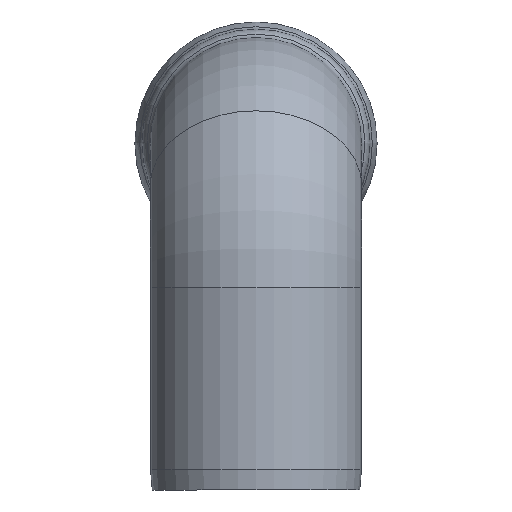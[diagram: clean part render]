
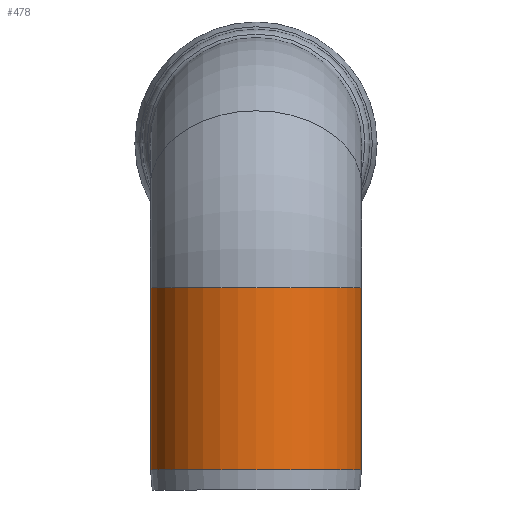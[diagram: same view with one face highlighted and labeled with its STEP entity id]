
A CAD part, left-side view. The second image highlights one B-rep face of the part: STEP entity #478.
In plain terms, the highlighted cylindrical face has radius 365 mm (diameter 730 mm), a full revolution.
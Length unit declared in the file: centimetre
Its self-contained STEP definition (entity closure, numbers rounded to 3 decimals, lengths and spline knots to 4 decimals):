
#52=FACE_OUTER_BOUND('',#82,.T.);
#82=EDGE_LOOP('',(#324,#325,#326,#327,#328));
#114=LINE('',#792,#130);
#130=VECTOR('',#603,36.5);
#146=CIRCLE('',#512,36.5);
#147=CIRCLE('',#513,36.5);
#148=CIRCLE('',#514,36.5);
#206=VERTEX_POINT('',#789);
#207=VERTEX_POINT('',#791);
#208=VERTEX_POINT('',#793);
#251=EDGE_CURVE('',#206,#206,#146,.T.);
#252=EDGE_CURVE('',#206,#207,#114,.T.);
#253=EDGE_CURVE('',#208,#207,#147,.T.);
#254=EDGE_CURVE('',#207,#208,#148,.T.);
#324=ORIENTED_EDGE('',*,*,#251,.F.);
#325=ORIENTED_EDGE('',*,*,#252,.T.);
#326=ORIENTED_EDGE('',*,*,#253,.F.);
#327=ORIENTED_EDGE('',*,*,#254,.F.);
#328=ORIENTED_EDGE('',*,*,#252,.F.);
#470=CYLINDRICAL_SURFACE('',#511,36.5);
#478=ADVANCED_FACE('',(#52),#470,.T.);
#511=AXIS2_PLACEMENT_3D('',#788,#599,#600);
#512=AXIS2_PLACEMENT_3D('',#790,#601,#602);
#513=AXIS2_PLACEMENT_3D('',#794,#604,#605);
#514=AXIS2_PLACEMENT_3D('',#795,#606,#607);
#599=DIRECTION('center_axis',(0.,0.,-1.));
#600=DIRECTION('ref_axis',(1.,0.,0.));
#601=DIRECTION('center_axis',(0.,0.,-1.));
#602=DIRECTION('ref_axis',(1.,0.,0.));
#603=DIRECTION('',(0.,0.,1.));
#604=DIRECTION('center_axis',(0.,0.,1.));
#605=DIRECTION('ref_axis',(0.,-1.,0.));
#606=DIRECTION('center_axis',(0.,0.,1.));
#607=DIRECTION('ref_axis',(0.,-1.,0.));
#788=CARTESIAN_POINT('Origin',(0.,0.,8.5));
#789=CARTESIAN_POINT('',(-36.5,0.,7.));
#790=CARTESIAN_POINT('Origin',(0.,0.,7.));
#791=CARTESIAN_POINT('',(-36.5,0.,70.));
#792=CARTESIAN_POINT('',(-36.5,0.,8.5));
#793=CARTESIAN_POINT('',(36.5,0.,70.));
#794=CARTESIAN_POINT('Origin',(0.,0.,70.));
#795=CARTESIAN_POINT('Origin',(0.,0.,70.));
